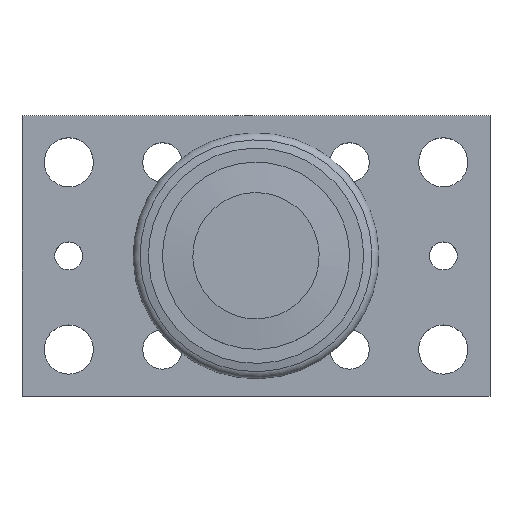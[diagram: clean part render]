
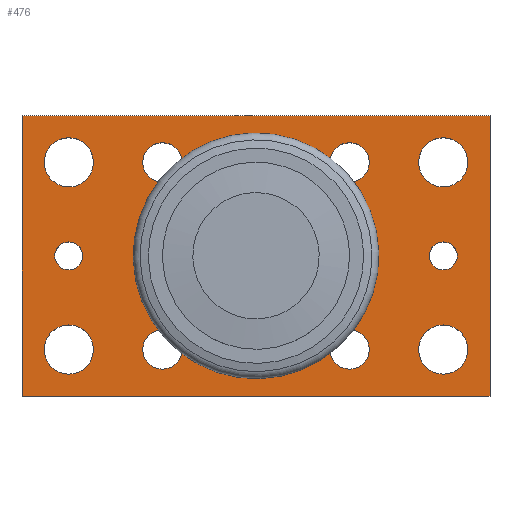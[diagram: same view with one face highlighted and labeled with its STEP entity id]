
A CAD part, top view. The second image highlights one B-rep face of the part: STEP entity #476.
In plain terms, the highlighted planar face has unit normal (0, 0, 1).
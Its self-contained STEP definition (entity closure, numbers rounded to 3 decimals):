
#12=LINE($,#773,#24);
#16=LINE($,#781,#28);
#19=LINE($,#787,#31);
#22=LINE($,#792,#34);
#24=VECTOR($,#658,60.);
#28=VECTOR($,#664,100.);
#31=VECTOR($,#669,60.);
#34=VECTOR($,#674,100.);
#47=PLANE($,#541);
#96=FACE_BOUND($,#194,.T.);
#97=FACE_BOUND($,#195,.T.);
#98=FACE_BOUND($,#196,.T.);
#99=FACE_BOUND($,#197,.T.);
#100=FACE_BOUND($,#198,.T.);
#101=FACE_BOUND($,#199,.T.);
#102=FACE_BOUND($,#200,.T.);
#103=FACE_BOUND($,#201,.T.);
#104=FACE_BOUND($,#202,.T.);
#105=FACE_BOUND($,#203,.T.);
#106=FACE_BOUND($,#204,.T.);
#107=FACE_BOUND($,#205,.T.);
#194=EDGE_LOOP($,(#400));
#195=EDGE_LOOP($,(#401));
#196=EDGE_LOOP($,(#402));
#197=EDGE_LOOP($,(#403));
#198=EDGE_LOOP($,(#404));
#199=EDGE_LOOP($,(#405));
#200=EDGE_LOOP($,(#406));
#201=EDGE_LOOP($,(#407));
#202=EDGE_LOOP($,(#408));
#203=EDGE_LOOP($,(#409));
#204=EDGE_LOOP($,(#410));
#205=EDGE_LOOP($,(#411,#412,#413,#414));
#209=CIRCLE($,#485,21.);
#219=CIRCLE($,#506,4.188);
#221=CIRCLE($,#509,4.188);
#223=CIRCLE($,#512,4.188);
#225=CIRCLE($,#515,4.188);
#228=CIRCLE($,#520,5.25);
#230=CIRCLE($,#523,5.25);
#232=CIRCLE($,#526,5.25);
#234=CIRCLE($,#529,5.25);
#236=CIRCLE($,#532,3.);
#238=CIRCLE($,#535,3.);
#242=VERTEX_POINT($,#689);
#252=VERTEX_POINT($,#720);
#254=VERTEX_POINT($,#725);
#256=VERTEX_POINT($,#730);
#258=VERTEX_POINT($,#735);
#261=VERTEX_POINT($,#743);
#263=VERTEX_POINT($,#748);
#265=VERTEX_POINT($,#753);
#267=VERTEX_POINT($,#758);
#269=VERTEX_POINT($,#763);
#271=VERTEX_POINT($,#768);
#272=VERTEX_POINT($,#771);
#273=VERTEX_POINT($,#772);
#276=VERTEX_POINT($,#780);
#278=VERTEX_POINT($,#786);
#283=EDGE_CURVE($,#242,#242,#209,.T.);
#293=EDGE_CURVE($,#252,#252,#219,.T.);
#295=EDGE_CURVE($,#254,#254,#221,.T.);
#297=EDGE_CURVE($,#256,#256,#223,.T.);
#299=EDGE_CURVE($,#258,#258,#225,.T.);
#302=EDGE_CURVE($,#261,#261,#228,.T.);
#304=EDGE_CURVE($,#263,#263,#230,.T.);
#306=EDGE_CURVE($,#265,#265,#232,.T.);
#308=EDGE_CURVE($,#267,#267,#234,.T.);
#310=EDGE_CURVE($,#269,#269,#236,.T.);
#312=EDGE_CURVE($,#271,#271,#238,.T.);
#313=EDGE_CURVE($,#272,#273,#12,.T.);
#317=EDGE_CURVE($,#273,#276,#16,.T.);
#320=EDGE_CURVE($,#276,#278,#19,.T.);
#323=EDGE_CURVE($,#278,#272,#22,.T.);
#400=ORIENTED_EDGE($,*,*,#283,.T.);
#401=ORIENTED_EDGE($,*,*,#293,.T.);
#402=ORIENTED_EDGE($,*,*,#295,.T.);
#403=ORIENTED_EDGE($,*,*,#297,.T.);
#404=ORIENTED_EDGE($,*,*,#299,.T.);
#405=ORIENTED_EDGE($,*,*,#302,.T.);
#406=ORIENTED_EDGE($,*,*,#304,.T.);
#407=ORIENTED_EDGE($,*,*,#306,.T.);
#408=ORIENTED_EDGE($,*,*,#308,.T.);
#409=ORIENTED_EDGE($,*,*,#310,.T.);
#410=ORIENTED_EDGE($,*,*,#312,.T.);
#411=ORIENTED_EDGE($,*,*,#313,.F.);
#412=ORIENTED_EDGE($,*,*,#323,.F.);
#413=ORIENTED_EDGE($,*,*,#320,.F.);
#414=ORIENTED_EDGE($,*,*,#317,.F.);
#476=ADVANCED_FACE($,(#96,#97,#98,#99,#100,#101,#102,#103,#104,#105,#106,
#107),#47,.T.);
#485=AXIS2_PLACEMENT_3D($,#690,#554,#555);
#506=AXIS2_PLACEMENT_3D($,#721,#596,#597);
#509=AXIS2_PLACEMENT_3D($,#726,#602,#603);
#512=AXIS2_PLACEMENT_3D($,#731,#608,#609);
#515=AXIS2_PLACEMENT_3D($,#736,#614,#615);
#520=AXIS2_PLACEMENT_3D($,#744,#624,#625);
#523=AXIS2_PLACEMENT_3D($,#749,#630,#631);
#526=AXIS2_PLACEMENT_3D($,#754,#636,#637);
#529=AXIS2_PLACEMENT_3D($,#759,#642,#643);
#532=AXIS2_PLACEMENT_3D($,#764,#648,#649);
#535=AXIS2_PLACEMENT_3D($,#769,#654,#655);
#541=AXIS2_PLACEMENT_3D($,#795,#678,#679);
#554=DIRECTION('center_axis',(0.,0.,-1.));
#555=DIRECTION('ref_axis',(-0.979,-0.206,0.));
#596=DIRECTION('center_axis',(0.,0.,-1.));
#597=DIRECTION('ref_axis',(1.,0.,0.));
#602=DIRECTION('center_axis',(0.,0.,-1.));
#603=DIRECTION('ref_axis',(1.,0.,0.));
#608=DIRECTION('center_axis',(0.,0.,-1.));
#609=DIRECTION('ref_axis',(1.,0.,0.));
#614=DIRECTION('center_axis',(0.,0.,-1.));
#615=DIRECTION('ref_axis',(1.,0.,0.));
#624=DIRECTION('center_axis',(0.,0.,-1.));
#625=DIRECTION('ref_axis',(-1.,0.,0.));
#630=DIRECTION('center_axis',(0.,0.,-1.));
#631=DIRECTION('ref_axis',(-1.,0.,0.));
#636=DIRECTION('center_axis',(0.,0.,-1.));
#637=DIRECTION('ref_axis',(-1.,0.,0.));
#642=DIRECTION('center_axis',(0.,0.,-1.));
#643=DIRECTION('ref_axis',(-1.,0.,0.));
#648=DIRECTION('center_axis',(0.,0.,-1.));
#649=DIRECTION('ref_axis',(-1.,0.,0.));
#654=DIRECTION('center_axis',(0.,0.,-1.));
#655=DIRECTION('ref_axis',(-1.,0.,0.));
#658=DIRECTION($,(0.,1.,0.));
#664=DIRECTION($,(1.,0.,0.));
#669=DIRECTION($,(0.,-1.,0.));
#674=DIRECTION($,(-1.,0.,0.));
#678=DIRECTION('center_axis',(0.,0.,1.));
#679=DIRECTION('ref_axis',(1.,0.,0.));
#689=CARTESIAN_POINT('',(29.449,25.683,10.));
#690=CARTESIAN_POINT('Origin',(50.,30.,10.));
#720=CARTESIAN_POINT('',(34.188,10.,10.));
#721=CARTESIAN_POINT('Origin',(30.,10.,10.));
#725=CARTESIAN_POINT('',(74.188,10.,10.));
#726=CARTESIAN_POINT('Origin',(70.,10.,10.));
#730=CARTESIAN_POINT('',(74.188,50.,10.));
#731=CARTESIAN_POINT('Origin',(70.,50.,10.));
#735=CARTESIAN_POINT('',(34.188,50.,10.));
#736=CARTESIAN_POINT('Origin',(30.,50.,10.));
#743=CARTESIAN_POINT('',(95.25,50.,10.));
#744=CARTESIAN_POINT('Origin',(90.,50.,10.));
#748=CARTESIAN_POINT('',(15.25,10.,10.));
#749=CARTESIAN_POINT('Origin',(10.,10.,10.));
#753=CARTESIAN_POINT('',(15.25,50.,10.));
#754=CARTESIAN_POINT('Origin',(10.,50.,10.));
#758=CARTESIAN_POINT('',(95.25,10.,10.));
#759=CARTESIAN_POINT('Origin',(90.,10.,10.));
#763=CARTESIAN_POINT('',(93.,30.,10.));
#764=CARTESIAN_POINT('Origin',(90.,30.,10.));
#768=CARTESIAN_POINT('',(13.,30.,10.));
#769=CARTESIAN_POINT('Origin',(10.,30.,10.));
#771=CARTESIAN_POINT('',(0.,0.,10.));
#772=CARTESIAN_POINT('',(0.,60.,10.));
#773=CARTESIAN_POINT($,(0.,60.,10.));
#780=CARTESIAN_POINT('',(100.,60.,10.));
#781=CARTESIAN_POINT($,(100.,60.,10.));
#786=CARTESIAN_POINT('',(100.,0.,10.));
#787=CARTESIAN_POINT($,(100.,0.,10.));
#792=CARTESIAN_POINT($,(0.,0.,10.));
#795=CARTESIAN_POINT('Origin',(50.,30.,10.));
